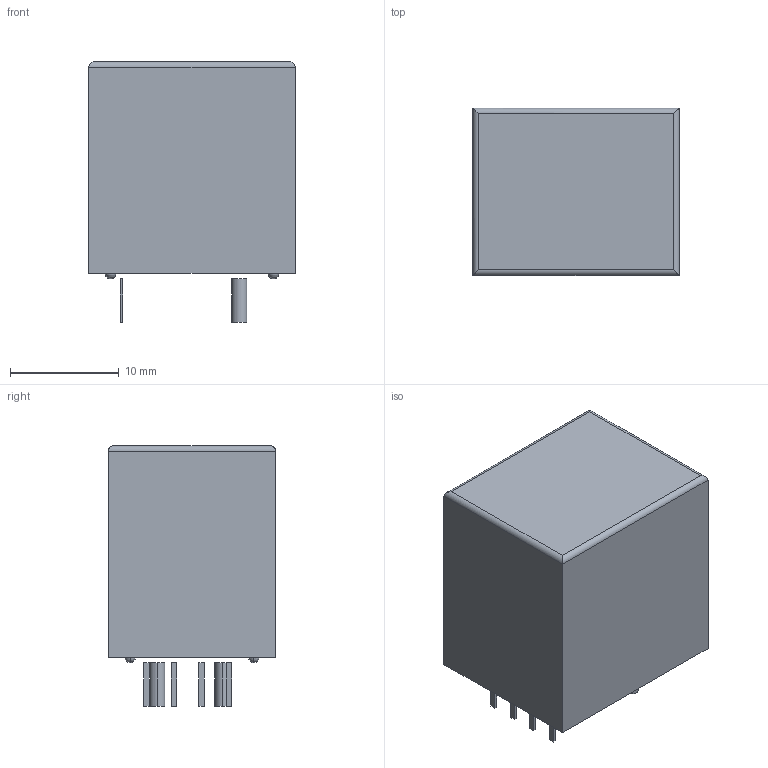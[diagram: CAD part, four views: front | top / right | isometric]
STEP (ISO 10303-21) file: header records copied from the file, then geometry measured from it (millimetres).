
FILE_DESCRIPTION((''),'2;1');
FILE_NAME('SENS_LEM_HX 15-P.stp','2010-04-14T11:16:57',(''),(''),'Mechanical Desktop 2010','Mechanical Desktop 2010',', , ');
FILE_SCHEMA(('AUTOMOTIVE_DESIGN { 1 2 10303 214 1 1 1 1 }'));
Length unit declared in the file: millimetre
Products named in the file (1): Product
Bounding box: 19 x 15.4 x 24 mm (x, y, z)
Volume: 5717.4 mm3; surface area: 1981.4 mm2
Topology: 7 solids, 7 shells, 50 faces, 108 edges, 68 vertices
Faces by surface type: plane 34, cylinder 8, bspline 8
Entity records: 1530 total; most frequent: CARTESIAN_POINT 427, DIRECTION 218, ORIENTED_EDGE 200, EDGE_CURVE 100, AXIS2_PLACEMENT_3D 75, VERTEX_POINT 68, VECTOR 68, LINE 68
